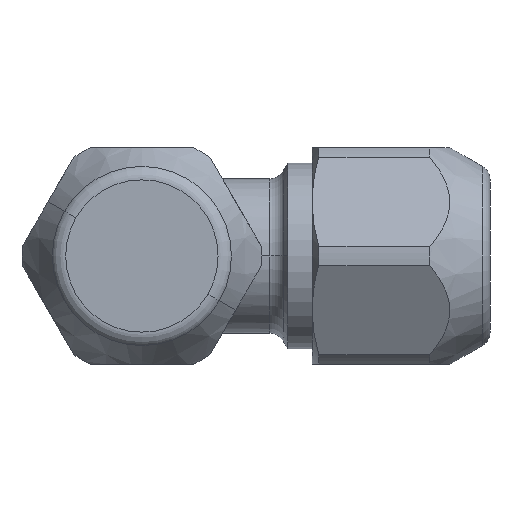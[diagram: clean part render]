
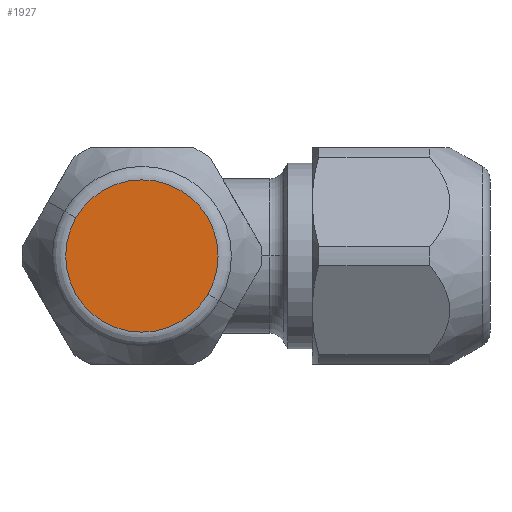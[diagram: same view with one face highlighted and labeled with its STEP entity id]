
A CAD part, front view. The second image highlights one B-rep face of the part: STEP entity #1927.
In plain terms, the highlighted planar face has unit normal (0, -1, 0).
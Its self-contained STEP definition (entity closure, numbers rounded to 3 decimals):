
#456 = CARTESIAN_POINT ( 'NONE',  ( 0., -22.5, 0. ) ) ;
#457 = DIRECTION ( 'NONE',  ( 0., -1., 0. ) ) ;
#458 = DIRECTION ( 'NONE',  ( -0.866, 0., 0.5 ) ) ;
#650 = EDGE_LOOP ( 'NONE', ( #3460, #3461 ) ) ;
#735 = VERTEX_POINT ( 'NONE', #2282 ) ;
#736 = VERTEX_POINT ( 'NONE', #2283 ) ;
#914 = EDGE_CURVE ( 'NONE', #735, #736, #3673, .T. ) ;
#975 = EDGE_CURVE ( 'NONE', #736, #735, #3727, .T. ) ;
#1131 = AXIS2_PLACEMENT_3D ( 'NONE', #1398, #1399, #1400 ) ;
#1158 = AXIS2_PLACEMENT_3D ( 'NONE', #456, #457, #458 ) ;
#1224 = AXIS2_PLACEMENT_3D ( 'NONE', #2749, #2754, #2755 ) ;
#1398 = CARTESIAN_POINT ( 'NONE',  ( 0., -22.5, 0. ) ) ;
#1399 = DIRECTION ( 'NONE',  ( 0., -1., 0. ) ) ;
#1400 = DIRECTION ( 'NONE',  ( -0.866, 0., 0.5 ) ) ;
#1927 = ADVANCED_FACE ( 'NONE', ( #2037 ), #2752, .T. ) ;
#2037 = FACE_OUTER_BOUND ( 'NONE', #650, .T. ) ;
#2282 = CARTESIAN_POINT ( 'NONE',  ( 4.263, -22.5, -2.461 ) ) ;
#2283 = CARTESIAN_POINT ( 'NONE',  ( -4.263, -22.5, 2.461 ) ) ;
#2749 = CARTESIAN_POINT ( 'NONE',  ( 0., -22.5, 0. ) ) ;
#2752 = PLANE ( 'NONE',  #1224 ) ;
#2754 = DIRECTION ( 'NONE',  ( 0., -1., 0. ) ) ;
#2755 = DIRECTION ( 'NONE',  ( 0., 0., -1. ) ) ;
#3460 = ORIENTED_EDGE ( 'NONE', *, *, #975, .T. ) ;
#3461 = ORIENTED_EDGE ( 'NONE', *, *, #914, .T. ) ;
#3673 = CIRCLE ( 'NONE', #1131, 4.923 ) ;
#3727 = CIRCLE ( 'NONE', #1158, 4.923 ) ;
